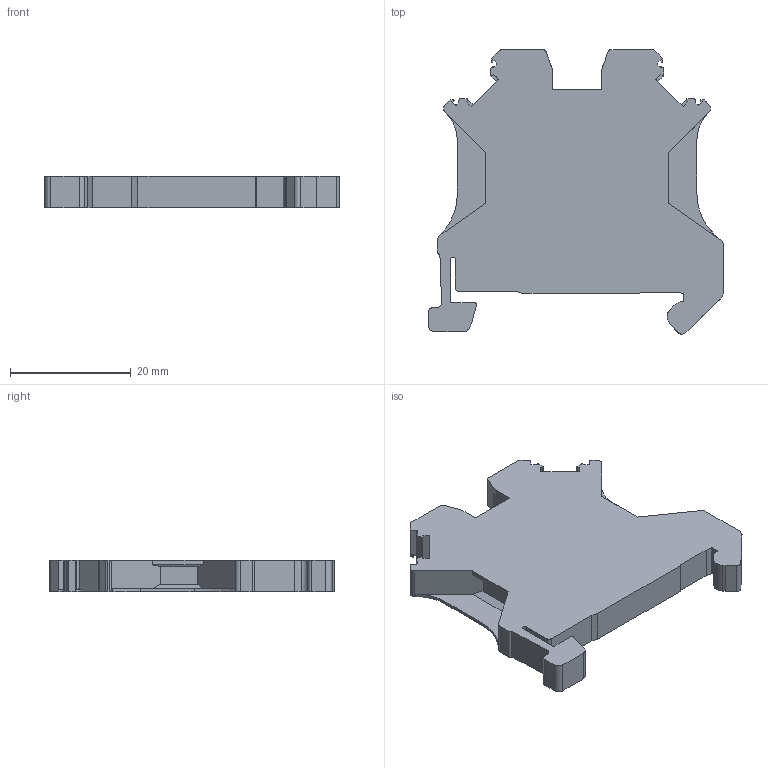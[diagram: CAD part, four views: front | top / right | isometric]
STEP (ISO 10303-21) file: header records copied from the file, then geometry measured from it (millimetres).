
FILE_DESCRIPTION(/* description */ (''),/* implementation_level */ '2;1');
FILE_NAME(/* name */ 'TU2.5-2-PE.stp',/* time_stamp */ '2022-03-15T09:31:09+08:00',/* author */ (''),/* organization */ (''),/* preprocessor_version */ 'ST-DEVELOPER v16.7',/* originating_system */ 'SIEMENS PLM Software NX 12.0',/* authorisation */ '');
FILE_SCHEMA (('AP203_CONFIGURATION_CONTROLLED_3D_DESIGN_OF_MECHANICAL_PARTS_AND_ASSEMBLIES_MIM_LF { 1 0 10303 403 2 1 2}'));
Length unit declared in the file: millimetre
Products named in the file (1): SP1212T1003_step
Bounding box: 48.76 x 47.02 x 5.2 mm (x, y, z)
Volume: 7256.6 mm3; surface area: 5126.6 mm2
Topology: 1 solids, 9 shells, 306 faces, 877 edges, 591 vertices
Faces by surface type: plane 211, cylinder 89, cone 4, torus 2
Entity records: 10215 total; most frequent: CARTESIAN_POINT 1946, ORIENTED_EDGE 1754, DIRECTION 1671, EDGE_CURVE 877, LINE 643, VECTOR 643, VERTEX_POINT 591, AXIS2_PLACEMENT_3D 514
